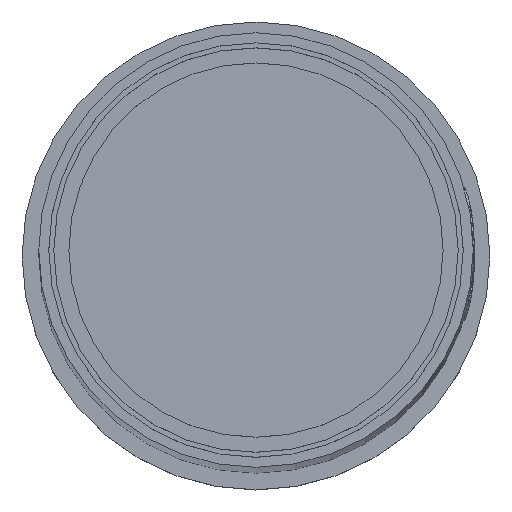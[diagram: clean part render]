
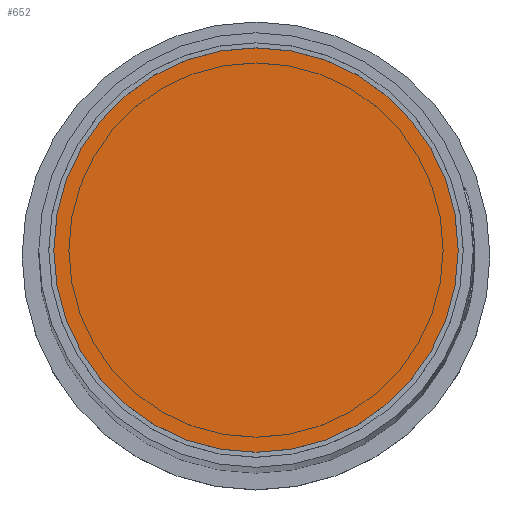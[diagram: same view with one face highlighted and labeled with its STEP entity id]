
A CAD part, top view. The second image highlights one B-rep face of the part: STEP entity #652.
In plain terms, the highlighted planar face has unit normal (0, 0, 1).
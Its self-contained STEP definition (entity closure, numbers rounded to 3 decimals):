
#106=CIRCLE('',#750,3.025);
#134=PLANE('',#749);
#239=FACE_OUTER_BOUND('',#342,.T.);
#342=EDGE_LOOP('',(#558));
#406=VERTEX_POINT('',#1304);
#454=EDGE_CURVE('',#406,#406,#106,.T.);
#558=ORIENTED_EDGE('',*,*,#454,.T.);
#652=ADVANCED_FACE('',(#239),#134,.T.);
#749=AXIS2_PLACEMENT_3D('',#1303,#934,#935);
#750=AXIS2_PLACEMENT_3D('',#1305,#936,#937);
#934=DIRECTION('center_axis',(0.,0.,1.));
#935=DIRECTION('ref_axis',(1.,0.,0.));
#936=DIRECTION('center_axis',(0.,0.,1.));
#937=DIRECTION('ref_axis',(0.814,-0.581,0.));
#1303=CARTESIAN_POINT('Origin',(0.,-3.025,50.5));
#1304=CARTESIAN_POINT('',(3.025,0.,50.5));
#1305=CARTESIAN_POINT('Origin',(0.,0.,
50.5));
